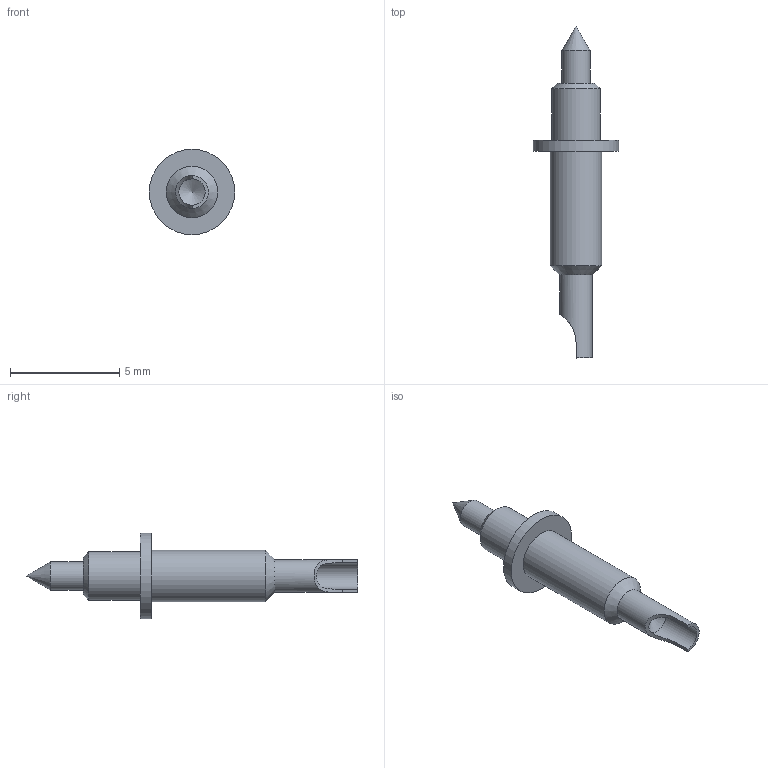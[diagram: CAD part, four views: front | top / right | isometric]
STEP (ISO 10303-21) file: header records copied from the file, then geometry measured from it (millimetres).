
FILE_DESCRIPTION (( 'STEP AP214' ), '1' );
FILE_NAME ('FK-883.STEP', '2024-07-22T15:06:19', ( '' ), ( '' ), 'SwSTEP 2.0', 'SolidWorks 2022', '' );
FILE_SCHEMA (( 'AUTOMOTIVE_DESIGN' ));
Length unit declared in the file: millimetre
Products named in the file (1): FK-883
Bounding box: 3.9 x 15.18 x 3.9 mm (x, y, z)
Volume: 45.8 mm3; surface area: 112.9 mm2
Topology: 1 solids, 1 shells, 17 faces, 37 edges, 23 vertices
Faces by surface type: cylinder 7, plane 6, cone 4
Full cylindrical faces by diameter (mm): 1.2 x1, 1.29 x1, 1.5 x1, 2.2 x1, 2.35 x1, 3.9 x1
Entity records: 635 total; most frequent: CARTESIAN_POINT 100, DIRECTION 70, ORIENTED_EDGE 46, AXIS2_PLACEMENT_3D 31, EDGE_LOOP 28, FACE_OUTER_BOUND 23, EDGE_CURVE 23, UNCERTAINTY_MEASURE_WITH_UNIT 20
